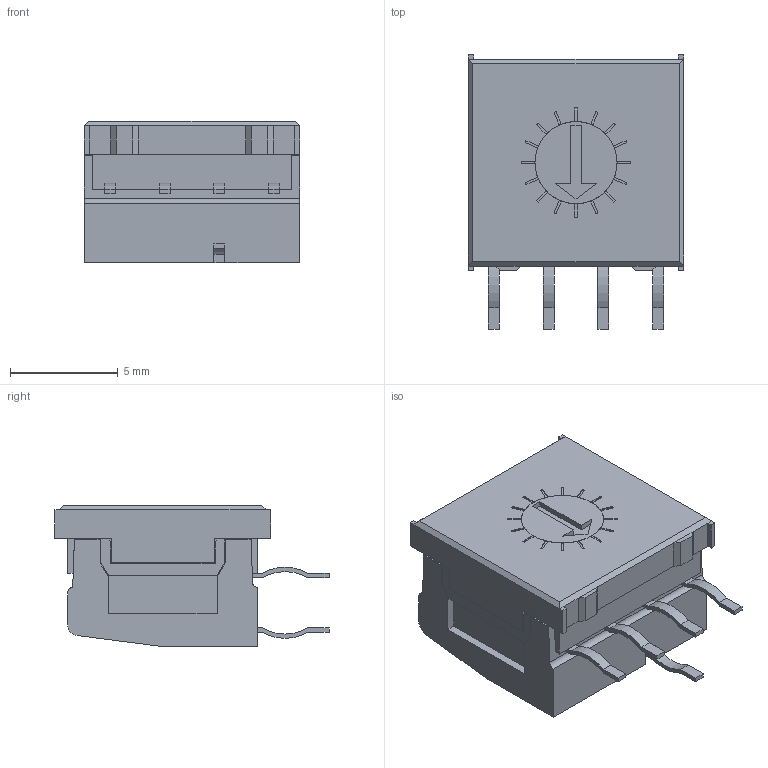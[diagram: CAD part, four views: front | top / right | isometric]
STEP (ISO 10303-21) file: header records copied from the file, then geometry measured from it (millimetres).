
FILE_DESCRIPTION(/* description */ ('STEP AP214'),/* implementation_level */ '2;1');
FILE_NAME(/* name */ 'FR01FR16H',/* time_stamp */ '2024-03-18T19:29:22+01:00',/* author */ ('License CC BY-ND 4.0'),/* organization */ ('CADENAS'),/* preprocessor_version */ 'ST-DEVELOPER v19.3',/* originating_system */ 'PARTsolutions',/* authorisation */ ' ');
FILE_SCHEMA (('AUTOMOTIVE_DESIGN {1 0 10303 214 3 1 1}'));
Length unit declared in the file: inch
Products named in the file (4): FR01FR16H; FRF16H; FRFR16H-actuation; FRFH-terminal
Assembly tree (3 placements, depth 2):
  FR01FR16H
    FRF16H
    FRFR16H-actuation
    FRFH-terminal
Bounding box: 10.01 x 12.73 x 6.55 mm (x, y, z)
Volume: 573 mm3; surface area: 584.3 mm2
Topology: 3 solids, 3 shells, 227 faces, 639 edges, 422 vertices
Faces by surface type: plane 196, cylinder 31
Full cylindrical faces by diameter (mm): 3.81 x2
Entity records: 7336 total; most frequent: CARTESIAN_POINT 1288, ORIENTED_EDGE 1272, DIRECTION 1191, EDGE_CURVE 636, LINE 543, VECTOR 543, VERTEX_POINT 421, AXIS2_PLACEMENT_3D 324
